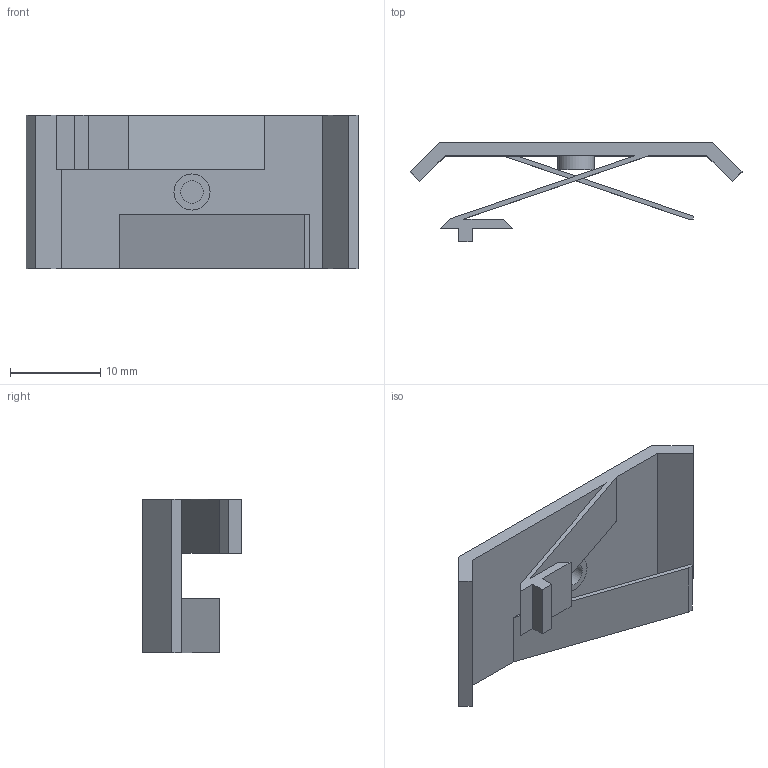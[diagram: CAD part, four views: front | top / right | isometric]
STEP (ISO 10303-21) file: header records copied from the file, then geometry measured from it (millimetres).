
FILE_DESCRIPTION(/* description */ (''),/* implementation_level */ '2;1');
FILE_NAME(/* name */ 'bumper10.stp',/* time_stamp */ '2015-02-25T11:43:43+01:00',/* author */ ('Przem'),/* organization */ (''),/* preprocessor_version */ 'ST-DEVELOPER v15.2',/* originating_system */ 'Autodesk Inventor 2014',/* authorisation */ '');
FILE_SCHEMA (('AUTOMOTIVE_DESIGN { 1 0 10303 214 3 1 1 }'));
Length unit declared in the file: millimetre
Products named in the file (1): bumper10
Bounding box: 36.78 x 11 x 17 mm (x, y, z)
Volume: 1173.3 mm3; surface area: 2168.8 mm2
Topology: 1 solids, 1 shells, 30 faces, 78 edges, 52 vertices
Faces by surface type: plane 28, cylinder 2
Full cylindrical faces by diameter (mm): 2.5 x1, 4 x1
Entity records: 920 total; most frequent: CARTESIAN_POINT 159, ORIENTED_EDGE 152, DIRECTION 142, EDGE_CURVE 76, LINE 72, VECTOR 72, VERTEX_POINT 52, AXIS2_PLACEMENT_3D 35
